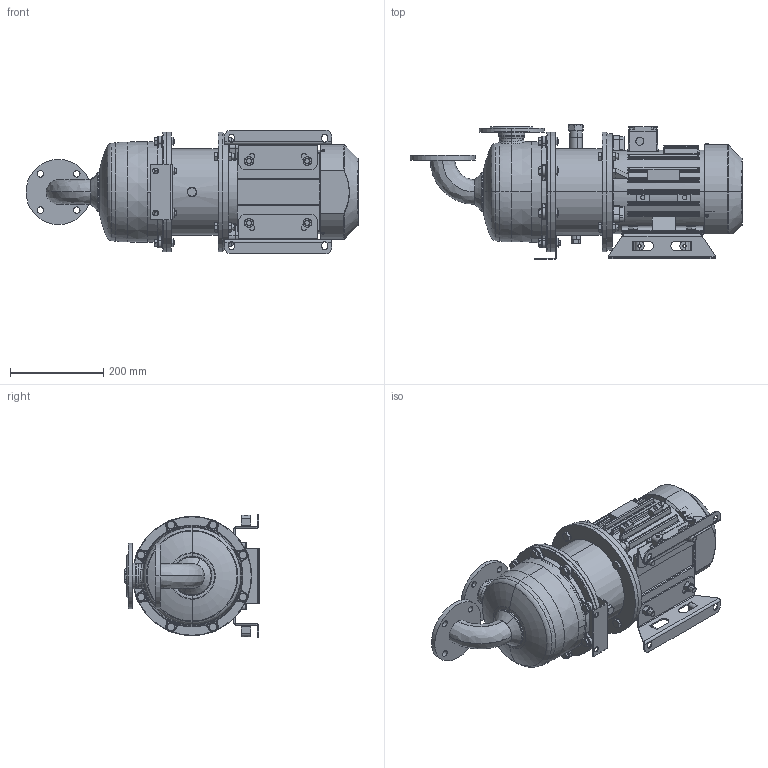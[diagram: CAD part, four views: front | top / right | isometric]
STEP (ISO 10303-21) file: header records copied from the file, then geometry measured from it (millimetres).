
FILE_DESCRIPTION (( 'STEP AP214' ), '1' );
FILE_NAME ('ÕÌñ 12,5õ30 Ê55 À -3_2.STEP', '2018-10-19T10:32:30', ( '' ), ( '' ), 'SwSTEP 2.0', 'SolidWorks 2016', '' );
FILE_SCHEMA (( 'AUTOMOTIVE_DESIGN' ));
Length unit declared in the file: millimetre
Products named in the file (33): 咈櫡 3,0-4,0; 涇 甯vｰ橳  LLｦ 90; slotted cheese head screw_din_ISO 1207 - M3 x 5 --- 5N; òõýªøû ªþ¨ LL¦ 90SLDPRT; hex screw gradeab_iso_ISO 4017 - M20 x 40-N; Ôîíàðü ÕÌñ 12,5õ30 Ê55 À; êîðïóñ ÕÌñ 12,5õ30 ñ îòâîäîì; hex thin nut fine gradeab_iso_ISO - 8675 - M10 x 1.0 - N; hex screw gradeab_iso_ISO 4017 - M10 x 40-N; hex screw gradeab_iso_ISO 4017 - M12 x 35-N; Îïîðà; Ôëàíåö  Äó 50 ïàç; úþöº¿ LL¦ 90SLDPRT; hex nut style 1 gradeab_iso_ISO - 4032 - M12 - W - N; Çàãîòîâêà êîðïóñ ÕÌñ 25õ30 11.01.000 íîâûé.cdw; hex thin nut chamfered gradeab_iso_ISO - 4035 - M10 - N; ÀÈÐ 90L2 â ñáîðå; hex screw gradeab fine_iso_ISO 8676 - M10x1.0 x 35-N; ÕÌñ 12,5õ30 Ê55 À -3_2; Ôëàíåö äâèãàòåëÿ; 袜耦耥 綦囗弼; 砐鳱鍱 12,5_30; Êîíóñ ïåðåõîäíîé; úþ¨ÿº¸ LL¦ 90L2; Îáå÷àéêà ôîíàðÿ; hex thin nut chamfered gradeab_iso_ISO - 4035 - M12 - N; Áîáûøêà ñëèâíàÿ; 扻錪犩 櫇謥羻僾鍷; slotted cheese head screw_din_ISO 1207 - M4 x 8 --- 8N; 盷謥羻僾鍣 鐏鳧氀; hex bolt gradeb_iso_ISO 4015 - M12 x 45 x 30-N; Áîáûøêà çàëèâíàÿ; Ôëàíåö Äó 50 ñ îòáîðòîâêîé
Assembly tree (63 placements, depth 3):
  ÕÌñ 12,5õ30 Ê55 À -3_2
    êîðïóñ ÕÌñ 12,5õ30 ñ îòâîäîì
      Çàãîòîâêà êîðïóñ ÕÌñ 25õ30 11.01.000 íîâûé.cdw
      Ôëàíåö Äó 50 ñ îòáîðòîâêîé
      Êîíóñ ïåðåõîäíîé
      砐鳱鍱 12,5_30
      Ôëàíåö  Äó 50 ïàç
      扻錪犩 櫇謥羻僾鍷
      盷謥羻僾鍣 鐏鳧氀
    Ôîíàðü ÕÌñ 12,5õ30 Ê55 À
      袜耦耥 綦囗弼
      Îáå÷àéêà ôîíàðÿ
      Ôëàíåö äâèãàòåëÿ
    ÀÈÐ 90L2 â ñáîðå
      slotted cheese head screw_din_ISO 1207 - M4 x 8 --- 8N  x4
      òõýªøû ªþ¨ LL¦ 90SLDPRT
      slotted cheese head screw_din_ISO 1207 - M3 x 5 --- 5N  x3
      涇 甯vｰ橳  LLｦ 90
      úþ¨ÿº¸ LL¦ 90L2
      úþöº¿ LL¦ 90SLDPRT
    咈櫡 3,0-4,0  x2
    hex screw gradeab fine_iso_ISO 8676 - M10x1.0 x 35-N  x6
    hex thin nut fine gradeab_iso_ISO - 8675 - M10 x 1.0 - N  x6
    hex screw gradeab_iso_ISO 4017 - M12 x 35-N  x8
    hex thin nut chamfered gradeab_iso_ISO - 4035 - M12 - N  x4
    Áîáûøêà çàëèâíàÿ
    Áîáûøêà ñëèâíàÿ
    hex screw gradeab_iso_ISO 4017 - M20 x 40-N
    hex bolt gradeb_iso_ISO 4015 - M12 x 45 x 30-N
    hex nut style 1 gradeab_iso_ISO - 4032 - M12 - W - N  x4
    Îïîðà
    hex screw gradeab_iso_ISO 4017 - M10 x 40-N  x2
    hex thin nut chamfered gradeab_iso_ISO - 4035 - M10 - N  x2
Bounding box: 712.46 x 288.23 x 265.89 mm (x, y, z)
Volume: 8395831.7 mm3; surface area: 1386390 mm2
Topology: 64 solids, 64 shells, 2842 faces, 6817 edges, 4036 vertices
Faces by surface type: plane 1106, cylinder 774, cone 458, bspline 391, torus 113
Entity records: 96310 total; most frequent: CARTESIAN_POINT 38951, ORIENTED_EDGE 9522, DIRECTION 8978, EDGE_CURVE 4761, AXIS2_PLACEMENT_3D 3401, VERTEX_POINT 2902, EDGE_LOOP 2259, LINE 2176
